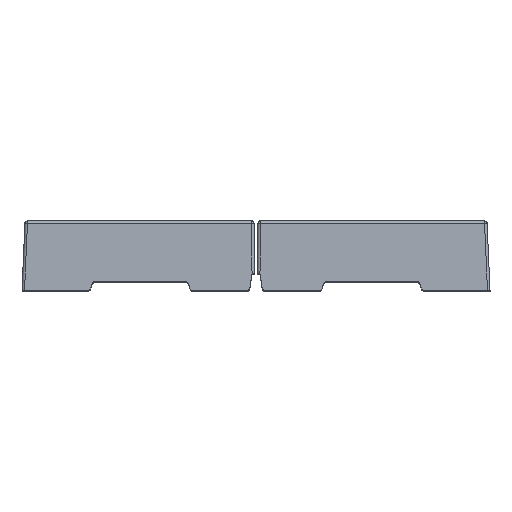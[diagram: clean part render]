
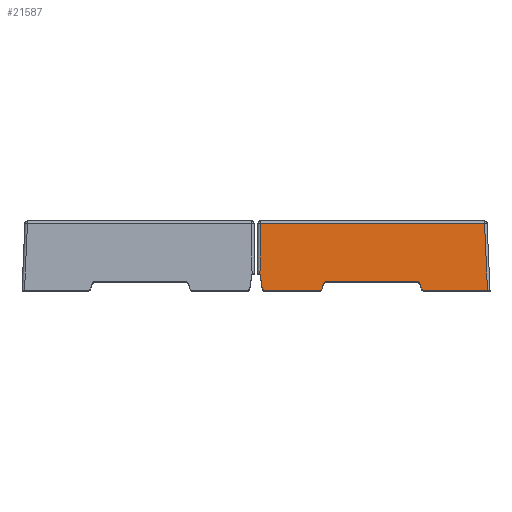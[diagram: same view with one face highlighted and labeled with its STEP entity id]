
A CAD part, top view. The second image highlights one B-rep face of the part: STEP entity #21587.
In plain terms, the highlighted face is planar.
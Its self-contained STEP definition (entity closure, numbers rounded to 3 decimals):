
#904=DIRECTION('',(1.,0.,0.));
#905=VECTOR('',#904,7.596);
#906=CARTESIAN_POINT('',(19.804,-27.7,0.));
#907=LINE('7407',#906,#905);
#914=CARTESIAN_POINT('',(27.4,-27.7,0.));
#1034=DIRECTION('',(1.,0.,0.));
#1035=VECTOR('',#1034,6.653);
#1036=CARTESIAN_POINT('',(0.943,-27.7,0.));
#1037=LINE('7414',#1036,#1035);
#5436=CARTESIAN_POINT('',(8.028,-27.665,
0.803));
#5437=CARTESIAN_POINT('',(8.04,-27.664,
0.835));
#5438=CARTESIAN_POINT('',(8.072,-27.661,
0.89));
#5439=CARTESIAN_POINT('',(8.136,-27.659,
0.949));
#5440=CARTESIAN_POINT('',(8.213,-27.657,
0.988));
#5441=CARTESIAN_POINT('',(8.275,-27.656,1.));
#5442=CARTESIAN_POINT('',(8.31,-27.656,1.));
#5471=CARTESIAN_POINT('',(0.745,-27.693,
0.17));
#5472=CARTESIAN_POINT('',(0.749,-27.694,
0.142));
#5473=CARTESIAN_POINT('',(0.768,-27.696,
0.096));
#5474=CARTESIAN_POINT('',(0.81,-27.698,
0.046));
#5475=CARTESIAN_POINT('',(0.867,-27.7,
0.011));
#5476=CARTESIAN_POINT('',(0.914,-27.7,0.));
#5477=CARTESIAN_POINT('',(0.943,-27.7,0.));
#5479=DIRECTION('',(-0.148,0.043,0.988));
#5480=VECTOR('',#5479,1.852);
#5481=CARTESIAN_POINT('',(0.745,-27.693,
0.17));
#5482=LINE('7412',#5481,#5480);
#5483=DIRECTION('',(-0.009,-0.044,-0.999));
#5484=VECTOR('',#5483,5.919);
#5485=CARTESIAN_POINT('',(0.522,-27.355,
7.913));
#5486=LINE('6531',#5485,#5484);
#5487=DIRECTION('',(1.,0.,0.));
#5488=VECTOR('',#5487,26.532);
#5489=CARTESIAN_POINT('',(0.522,-27.355,
7.913));
#5490=LINE('6178',#5489,#5488);
#5491=DIRECTION('',(0.044,-0.044,-0.998));
#5492=VECTOR('',#5491,7.928);
#5493=CARTESIAN_POINT('',(27.055,-27.355,7.913));
#5494=LINE('6176',#5493,#5492);
#5495=CARTESIAN_POINT('',(19.616,-27.694,
0.132));
#5496=CARTESIAN_POINT('',(19.632,-27.696,
0.088));
#5497=CARTESIAN_POINT('',(19.684,-27.699,
0.028));
#5498=CARTESIAN_POINT('',(19.757,-27.7,0.));
#5499=CARTESIAN_POINT('',(19.804,-27.7,0.));
#5501=DIRECTION('',(-0.342,0.041,0.939));
#5502=VECTOR('',#5501,0.715);
#5503=CARTESIAN_POINT('',(19.616,-27.694,
0.132));
#5504=LINE('7416',#5503,#5502);
#5505=DIRECTION('',(-1.,0.,0.));
#5506=VECTOR('',#5505,10.78);
#5507=CARTESIAN_POINT('',(19.09,-27.656,1.));
#5508=LINE('6556',#5507,#5506);
#5509=DIRECTION('',(0.342,0.041,0.939));
#5510=VECTOR('',#5509,0.715);
#5511=CARTESIAN_POINT('',(7.784,-27.694,
0.132));
#5512=LINE('7418',#5511,#5510);
#5513=CARTESIAN_POINT('',(7.596,-27.7,0.));
#5514=CARTESIAN_POINT('',(7.643,-27.7,0.));
#5515=CARTESIAN_POINT('',(7.716,-27.699,
0.028));
#5516=CARTESIAN_POINT('',(7.768,-27.696,
0.088));
#5517=CARTESIAN_POINT('',(7.784,-27.694,
0.132));
#6230=CARTESIAN_POINT('',(0.471,-27.613,2.));
#8947=CARTESIAN_POINT('',(19.09,-27.656,1.));
#8948=CARTESIAN_POINT('',(19.125,-27.656,1.));
#8949=CARTESIAN_POINT('',(19.187,-27.657,
0.988));
#8950=CARTESIAN_POINT('',(19.264,-27.659,
0.949));
#8951=CARTESIAN_POINT('',(19.328,-27.661,
0.89));
#8952=CARTESIAN_POINT('',(19.36,-27.664,
0.835));
#8953=CARTESIAN_POINT('',(19.372,-27.665,
0.803));
#9886=VERTEX_POINT('',#914);
#9887=CARTESIAN_POINT('',(27.055,-27.355,7.913));
#9888=VERTEX_POINT('',#9887);
#9891=CARTESIAN_POINT('',(0.522,-27.355,
7.913));
#9892=VERTEX_POINT('',#9891);
#10323=VERTEX_POINT('',#6230);
#10373=CARTESIAN_POINT('',(19.09,-27.656,1.));
#10374=CARTESIAN_POINT('',(8.31,-27.656,1.));
#10375=VERTEX_POINT('',#10373);
#10376=VERTEX_POINT('',#10374);
#11016=VERTEX_POINT('',#8953);
#11017=VERTEX_POINT('',#5436);
#11272=VERTEX_POINT('',#5471);
#11273=VERTEX_POINT('',#5477);
#11274=VERTEX_POINT('',#5513);
#11275=VERTEX_POINT('',#5517);
#11276=VERTEX_POINT('',#5495);
#11277=VERTEX_POINT('',#5499);
#21558=CARTESIAN_POINT('',(-28.82,-27.7,0.));
#21559=DIRECTION('',(0.,-0.999,0.044));
#21560=DIRECTION('',(1.,0.,0.));
#21561=AXIS2_PLACEMENT_3D('',#21558,#21559,#21560);
#21562=PLANE('5489',#21561);
#21564=ORIENTED_EDGE('7391',*,*,#21563,.F.);
#21566=ORIENTED_EDGE('7412',*,*,#21565,.T.);
#21568=ORIENTED_EDGE('6531',*,*,#21567,.F.);
#21570=ORIENTED_EDGE('6178',*,*,#21569,.T.);
#21572=ORIENTED_EDGE('6176',*,*,#21571,.T.);
#21573=ORIENTED_EDGE('7407',*,*,#12724,.F.);
#21575=ORIENTED_EDGE('7393',*,*,#21574,.F.);
#21577=ORIENTED_EDGE('7416',*,*,#21576,.T.);
#21579=ORIENTED_EDGE('7053',*,*,#21578,.F.);
#21580=ORIENTED_EDGE('6556',*,*,#12439,.T.);
#21581=ORIENTED_EDGE('7054',*,*,#21463,.F.);
#21582=ORIENTED_EDGE('7418',*,*,#21485,.F.);
#21583=ORIENTED_EDGE('7392',*,*,#21545,.F.);
#21584=ORIENTED_EDGE('7414',*,*,#12862,.F.);
#21585=EDGE_LOOP('5489',(#21564,#21566,#21568,#21570,#21572,#21573,#21575,
#21577,#21579,#21580,#21581,#21582,#21583,#21584));
#21586=FACE_OUTER_BOUND('5489',#21585,.F.);
#21587=ADVANCED_FACE('5489',(#21586),#21562,.T.);
#5443=B_SPLINE_CURVE_WITH_KNOTS('7054',3,(#5436,#5437,#5438,#5439,#5440,#5441,
#5442),.UNSPECIFIED.,.F.,.F.,(4,1,1,1,4),(0.,0.25,0.5,0.75,1.),
.UNSPECIFIED.);
#5478=B_SPLINE_CURVE_WITH_KNOTS('7391',3,(#5471,#5472,#5473,#5474,#5475,#5476,
#5477),.UNSPECIFIED.,.F.,.F.,(4,1,1,1,4),(0.,0.25,0.5,0.75,1.),
.UNSPECIFIED.);
#5500=B_SPLINE_CURVE_WITH_KNOTS('7393',3,(#5495,#5496,#5497,#5498,#5499),
.UNSPECIFIED.,.F.,.F.,(4,1,4),(0.,0.5,1.),.UNSPECIFIED.);
#5518=B_SPLINE_CURVE_WITH_KNOTS('7392',3,(#5513,#5514,#5515,#5516,#5517),
.UNSPECIFIED.,.F.,.F.,(4,1,4),(0.,0.5,1.),.UNSPECIFIED.);
#8954=B_SPLINE_CURVE_WITH_KNOTS('7053',3,(#8947,#8948,#8949,#8950,#8951,#8952,
#8953),.UNSPECIFIED.,.F.,.F.,(4,1,1,1,4),(0.,0.25,0.5,0.75,1.),
.UNSPECIFIED.);
#12439=EDGE_CURVE('6556',#10375,#10376,#5508,.T.);
#12724=EDGE_CURVE('7407',#11277,#9886,#907,.T.);
#12862=EDGE_CURVE('7414',#11273,#11274,#1037,.T.);
#21463=EDGE_CURVE('7054',#11017,#10376,#5443,.T.);
#21485=EDGE_CURVE('7418',#11275,#11017,#5512,.T.);
#21545=EDGE_CURVE('7392',#11274,#11275,#5518,.T.);
#21563=EDGE_CURVE('7391',#11272,#11273,#5478,.T.);
#21565=EDGE_CURVE('7412',#11272,#10323,#5482,.T.);
#21567=EDGE_CURVE('6531',#9892,#10323,#5486,.T.);
#21569=EDGE_CURVE('6178',#9892,#9888,#5490,.T.);
#21571=EDGE_CURVE('6176',#9888,#9886,#5494,.T.);
#21574=EDGE_CURVE('7393',#11276,#11277,#5500,.T.);
#21576=EDGE_CURVE('7416',#11276,#11016,#5504,.T.);
#21578=EDGE_CURVE('7053',#10375,#11016,#8954,.T.);
